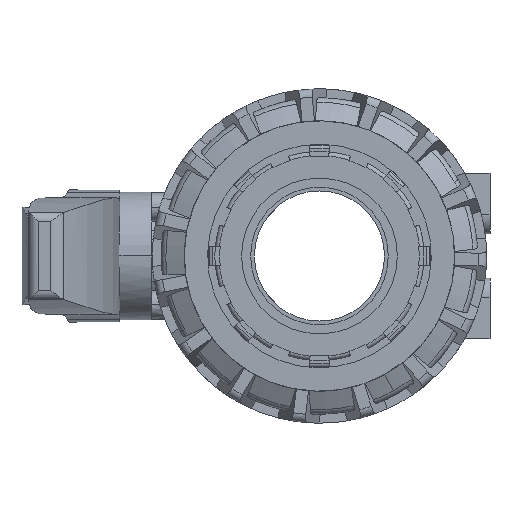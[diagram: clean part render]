
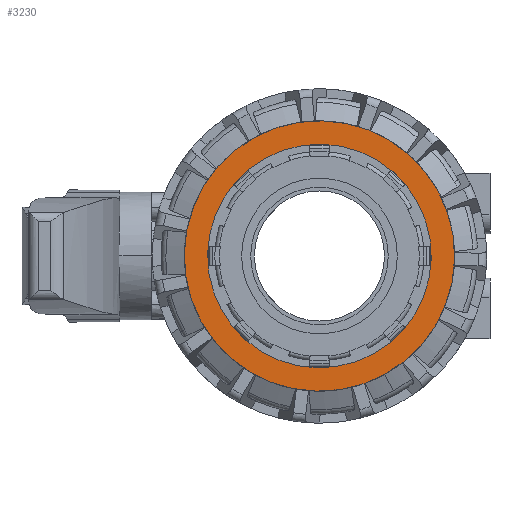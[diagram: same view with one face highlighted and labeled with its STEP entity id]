
A CAD part, left-side view. The second image highlights one B-rep face of the part: STEP entity #3230.
In plain terms, the highlighted planar face has unit normal (-1, 0, 0).
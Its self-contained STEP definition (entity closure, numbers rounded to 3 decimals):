
#3230=ADVANCED_FACE('',(#6802,#6803),#6804,.T.);
#6802=FACE_BOUND('',#10737,.T.);
#6803=FACE_OUTER_BOUND('',#10738,.T.);
#6804=PLANE('',#10739);
#10737=EDGE_LOOP('',(#20773,#20774));
#10738=EDGE_LOOP('',(#20775,#20776));
#10739=AXIS2_PLACEMENT_3D('',#20777,#20778,#20779);
#20773=ORIENTED_EDGE('',*,*,#27572,.T.);
#20774=ORIENTED_EDGE('',*,*,#26443,.T.);
#20775=ORIENTED_EDGE('',*,*,#26438,.T.);
#20776=ORIENTED_EDGE('',*,*,#27651,.T.);
#20777=CARTESIAN_POINT('',(-74.9,0.,0.));
#20778=DIRECTION('',(-1.0,0.,0.));
#20779=DIRECTION('',(0.,-0.876,0.482));
#26438=EDGE_CURVE('',#32384,#32448,#32450,.T.);
#26443=EDGE_CURVE('',#32453,#32457,#32459,.T.);
#27572=EDGE_CURVE('',#32457,#32453,#34164,.T.);
#27651=EDGE_CURVE('',#32448,#32384,#34257,.T.);
#32384=VERTEX_POINT('',#42292);
#32448=VERTEX_POINT('',#42357);
#32450=CIRCLE('',#42360,49.15);
#32453=VERTEX_POINT('',#42363);
#32457=VERTEX_POINT('',#42368);
#32459=CIRCLE('',#42371,40.65);
#34164=CIRCLE('',#45355,40.65);
#34257=CIRCLE('',#45539,49.15);
#42292=CARTESIAN_POINT('',(-74.9,-23.668,-43.076));
#42357=CARTESIAN_POINT('',(-74.9,23.668,43.076));
#42360=AXIS2_PLACEMENT_3D('',#52007,#52008,#52009);
#42363=CARTESIAN_POINT('',(-74.9,35.626,-19.575));
#42368=CARTESIAN_POINT('',(-74.9,-35.626,19.575));
#42371=AXIS2_PLACEMENT_3D('',#52015,#52016,#52017);
#45355=AXIS2_PLACEMENT_3D('',#53582,#53583,#53584);
#45539=AXIS2_PLACEMENT_3D('',#53655,#53656,#53657);
#52007=CARTESIAN_POINT('',(-74.9,0.,0.));
#52008=DIRECTION('',(-1.0,0.,0.));
#52009=DIRECTION('',(0.,-0.876,0.482));
#52015=CARTESIAN_POINT('',(-74.9,0.,0.));
#52016=DIRECTION('',(1.0,0.,0.));
#52017=DIRECTION('',(0.,0.876,-0.482));
#53582=CARTESIAN_POINT('',(-74.9,0.,0.));
#53583=DIRECTION('',(1.0,0.,0.));
#53584=DIRECTION('',(0.,0.876,-0.482));
#53655=CARTESIAN_POINT('',(-74.9,0.,0.));
#53656=DIRECTION('',(-1.0,0.,0.));
#53657=DIRECTION('',(0.,-0.876,0.482));
